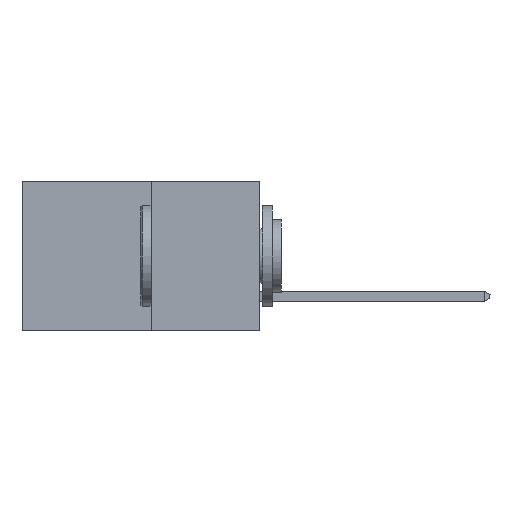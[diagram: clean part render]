
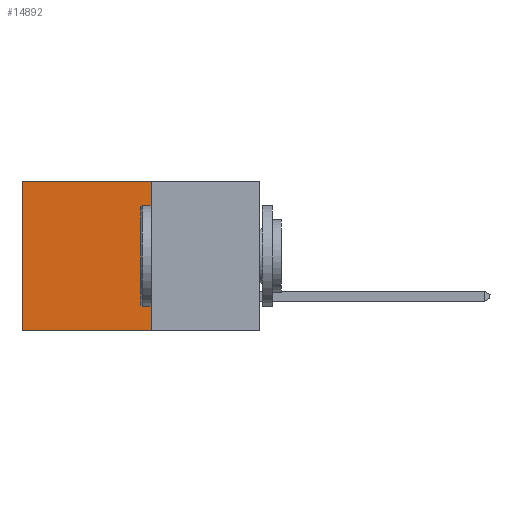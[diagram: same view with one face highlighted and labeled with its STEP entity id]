
A CAD part, left-side view. The second image highlights one B-rep face of the part: STEP entity #14892.
In plain terms, the highlighted planar face has unit normal (-1, 0, 0).
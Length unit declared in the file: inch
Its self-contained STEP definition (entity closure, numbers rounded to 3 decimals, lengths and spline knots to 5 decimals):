
#1680 = DIRECTION ( 'NONE',  ( 0., 1., 0. ) ) ;
#3661 = VERTEX_POINT ( 'NONE', #25933 ) ;
#3972 = VECTOR ( 'NONE', #1680, 39.37008 ) ;
#4149 = CARTESIAN_POINT ( 'NONE',  ( 0.277, 0.27, 0. ) ) ;
#4453 = LINE ( 'NONE', #25528, #11852 ) ;
#5021 = VECTOR ( 'NONE', #19722, 39.37008 ) ;
#6401 = EDGE_CURVE ( 'NONE', #27435, #19263, #30827, .T. ) ;
#7894 = LINE ( 'NONE', #30077, #25762 ) ;
#8736 = CARTESIAN_POINT ( 'NONE',  ( 0.277, 0.27, -0.37 ) ) ;
#9706 = PLANE ( 'NONE',  #14851 ) ;
#11291 = ORIENTED_EDGE ( 'NONE', *, *, #15932, .T. ) ;
#11852 = VECTOR ( 'NONE', #13440, 39.37008 ) ;
#12156 = DIRECTION ( 'NONE',  ( 1., 0., 0. ) ) ;
#12737 = VERTEX_POINT ( 'NONE', #8736 ) ;
#13440 = DIRECTION ( 'NONE',  ( 0., 1., 0. ) ) ;
#14851 = AXIS2_PLACEMENT_3D ( 'NONE', #24241, #12156, #29011 ) ;
#14892 = ADVANCED_FACE ( 'NONE', ( #20109 ), #9706, .F. ) ;
#15486 = LINE ( 'NONE', #4149, #3972 ) ;
#15932 = EDGE_CURVE ( 'NONE', #3661, #27435, #15486, .T. ) ;
#16092 = ORIENTED_EDGE ( 'NONE', *, *, #24723, .F. ) ;
#18417 = EDGE_CURVE ( 'NONE', #12737, #19263, #4453, .T. ) ;
#19263 = VERTEX_POINT ( 'NONE', #19610 ) ;
#19610 = CARTESIAN_POINT ( 'NONE',  ( 0.277, 0.59, -0.37 ) ) ;
#19650 = CARTESIAN_POINT ( 'NONE',  ( 0.277, 0.59, -0.37 ) ) ;
#19722 = DIRECTION ( 'NONE',  ( 0., 0., -1. ) ) ;
#20109 = FACE_OUTER_BOUND ( 'NONE', #23423, .T. ) ;
#20632 = DIRECTION ( 'NONE',  ( 0., 0., -1. ) ) ;
#22432 = CARTESIAN_POINT ( 'NONE',  ( 0.277, 0.59, 0. ) ) ;
#22929 = ORIENTED_EDGE ( 'NONE', *, *, #6401, .T. ) ;
#23423 = EDGE_LOOP ( 'NONE', ( #22929, #26465, #16092, #11291 ) ) ;
#24241 = CARTESIAN_POINT ( 'NONE',  ( 0.277, 0.27, -0.37 ) ) ;
#24723 = EDGE_CURVE ( 'NONE', #3661, #12737, #7894, .T. ) ;
#25528 = CARTESIAN_POINT ( 'NONE',  ( 0.277, 0.27, -0.37 ) ) ;
#25762 = VECTOR ( 'NONE', #20632, 39.37008 ) ;
#25933 = CARTESIAN_POINT ( 'NONE',  ( 0.277, 0.27, 0. ) ) ;
#26465 = ORIENTED_EDGE ( 'NONE', *, *, #18417, .F. ) ;
#27435 = VERTEX_POINT ( 'NONE', #22432 ) ;
#29011 = DIRECTION ( 'NONE',  ( 0., 0., -1. ) ) ;
#30077 = CARTESIAN_POINT ( 'NONE',  ( 0.277, 0.27, -0.37 ) ) ;
#30827 = LINE ( 'NONE', #19650, #5021 ) ;
